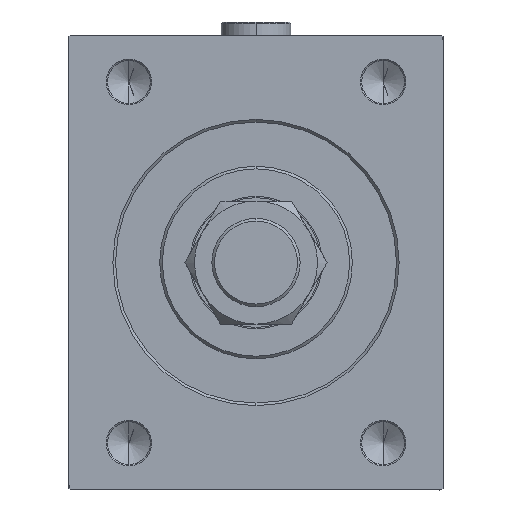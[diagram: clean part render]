
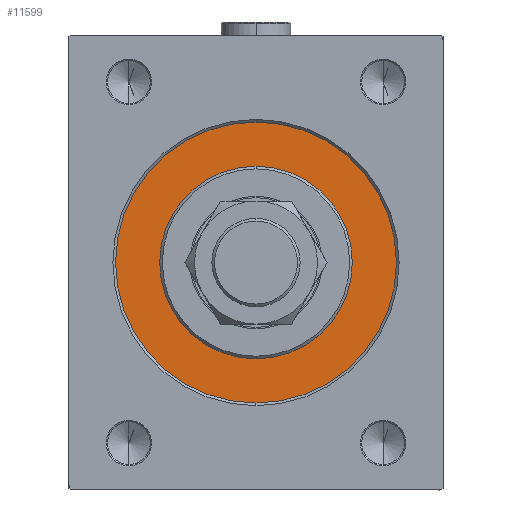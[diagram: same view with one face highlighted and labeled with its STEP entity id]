
A CAD part, left-side view. The second image highlights one B-rep face of the part: STEP entity #11599.
In plain terms, the highlighted face is planar.
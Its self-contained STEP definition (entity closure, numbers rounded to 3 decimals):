
#163 = CIRCLE ( 'NONE', #6284, 36. ) ;
#3092 = CIRCLE ( 'NONE', #15386, 52.5 ) ;
#5481 = VERTEX_POINT ( 'NONE', #17812 ) ;
#6277 = AXIS2_PLACEMENT_3D ( 'NONE', #24434, #31396, #9830 ) ;
#6284 = AXIS2_PLACEMENT_3D ( 'NONE', #14299, #10470, #7565 ) ;
#7565 = DIRECTION ( 'NONE',  ( 0., 0., -1. ) ) ;
#7850 = AXIS2_PLACEMENT_3D ( 'NONE', #11743, #22732, #16291 ) ;
#8217 = DIRECTION ( 'NONE',  ( 0., 0., 1. ) ) ;
#9830 = DIRECTION ( 'NONE',  ( 0., 0., -1. ) ) ;
#10470 = DIRECTION ( 'NONE',  ( 1., 0., 0. ) ) ;
#11599 = ADVANCED_FACE ( 'NONE', ( #11788, #29749 ), #23015, .F. ) ;
#11634 = CARTESIAN_POINT ( 'NONE',  ( 0., 0., 36. ) ) ;
#11743 = CARTESIAN_POINT ( 'NONE',  ( 0., 0., 0. ) ) ;
#11760 = ORIENTED_EDGE ( 'NONE', *, *, #24557, .F. ) ;
#11788 = FACE_BOUND ( 'NONE', #42803, .T. ) ;
#14196 = ORIENTED_EDGE ( 'NONE', *, *, #31326, .F. ) ;
#14299 = CARTESIAN_POINT ( 'NONE',  ( 0., 0., 0. ) ) ;
#14952 = CARTESIAN_POINT ( 'NONE',  ( 0., 0., 0. ) ) ;
#15386 = AXIS2_PLACEMENT_3D ( 'NONE', #14952, #29568, #8217 ) ;
#16291 = DIRECTION ( 'NONE',  ( 0., 0., 1. ) ) ;
#17812 = CARTESIAN_POINT ( 'NONE',  ( 0., 0., -52.5 ) ) ;
#18942 = CARTESIAN_POINT ( 'NONE',  ( 0., 0., 0. ) ) ;
#21035 = CARTESIAN_POINT ( 'NONE',  ( 0., 0., 52.5 ) ) ;
#21998 = AXIS2_PLACEMENT_3D ( 'NONE', #18942, #22308, #44347 ) ;
#22308 = DIRECTION ( 'NONE',  ( -1., 0., 0. ) ) ;
#22732 = DIRECTION ( 'NONE',  ( -1., 0., 0. ) ) ;
#23015 = PLANE ( 'NONE',  #21998 ) ;
#23783 = VERTEX_POINT ( 'NONE', #21035 ) ;
#23953 = ORIENTED_EDGE ( 'NONE', *, *, #28335, .F. ) ;
#24434 = CARTESIAN_POINT ( 'NONE',  ( 0., 0., 0. ) ) ;
#24557 = EDGE_CURVE ( 'NONE', #23783, #5481, #3092, .T. ) ;
#28176 = ORIENTED_EDGE ( 'NONE', *, *, #45440, .F. ) ;
#28335 = EDGE_CURVE ( 'NONE', #45825, #46116, #163, .T. ) ;
#28397 = CARTESIAN_POINT ( 'NONE',  ( 0., 0., -36. ) ) ;
#29568 = DIRECTION ( 'NONE',  ( -1., 0., 0. ) ) ;
#29749 = FACE_OUTER_BOUND ( 'NONE', #36559, .T. ) ;
#31326 = EDGE_CURVE ( 'NONE', #46116, #45825, #31646, .T. ) ;
#31396 = DIRECTION ( 'NONE',  ( 1., 0., 0. ) ) ;
#31646 = CIRCLE ( 'NONE', #6277, 36. ) ;
#36559 = EDGE_LOOP ( 'NONE', ( #28176, #11760 ) ) ;
#40748 = CIRCLE ( 'NONE', #7850, 52.5 ) ;
#42803 = EDGE_LOOP ( 'NONE', ( #14196, #23953 ) ) ;
#44347 = DIRECTION ( 'NONE',  ( 0., 0., 1. ) ) ;
#45440 = EDGE_CURVE ( 'NONE', #5481, #23783, #40748, .T. ) ;
#45825 = VERTEX_POINT ( 'NONE', #28397 ) ;
#46116 = VERTEX_POINT ( 'NONE', #11634 ) ;
